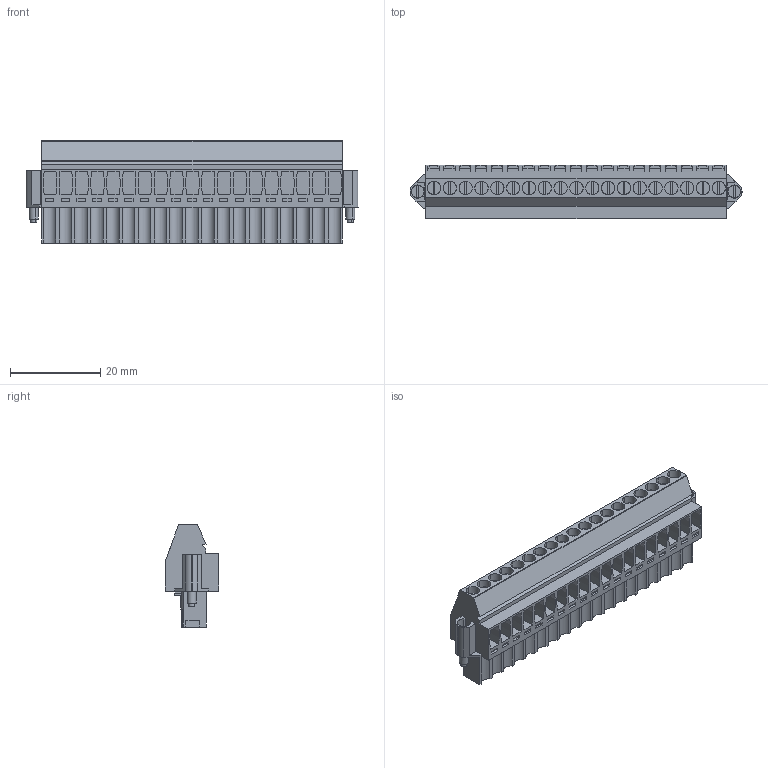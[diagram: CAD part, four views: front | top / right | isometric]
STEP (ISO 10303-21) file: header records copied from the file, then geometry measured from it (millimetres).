
FILE_DESCRIPTION(('CATIA V5 STEP Exchange','CAx-IF Rec.Pracs.--- Model Styling and Organization---1.2---2011-12-15'),'2;1');
FILE_NAME ('D1454144_0_1640100000_1640100000.stp','2017-04-20T08:57:21+00:00',('none'),('Weidmueller'),'CATIA Version 5-6 Release 2014','CATIA V5 STEP AP214','none');
FILE_SCHEMA(('AUTOMOTIVE_DESIGN { 1 0 10303 214 1 1 1 1 }'));
Length unit declared in the file: millimetre
Products named in the file (1): 1640100000
Bounding box: 73.44 x 11.83 x 22.6 mm (x, y, z)
Volume: 10253.2 mm3; surface area: 8439.5 mm2
Topology: 22 solids, 22 shells, 1183 faces, 3252 edges, 2198 vertices
Faces by surface type: plane 987, cylinder 184, extrusion 12
Entity records: 34802 total; most frequent: CARTESIAN_POINT 6711, ORIENTED_EDGE 6504, DIRECTION 4518, EDGE_CURVE 3252, VECTOR 2674, LINE 2662, VERTEX_POINT 2198, EDGE_LOOP 1272
